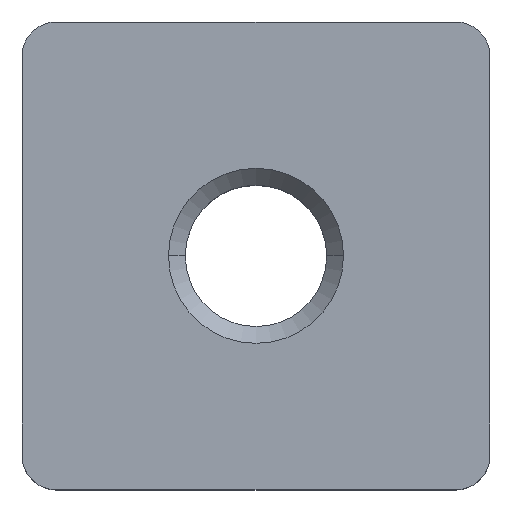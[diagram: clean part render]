
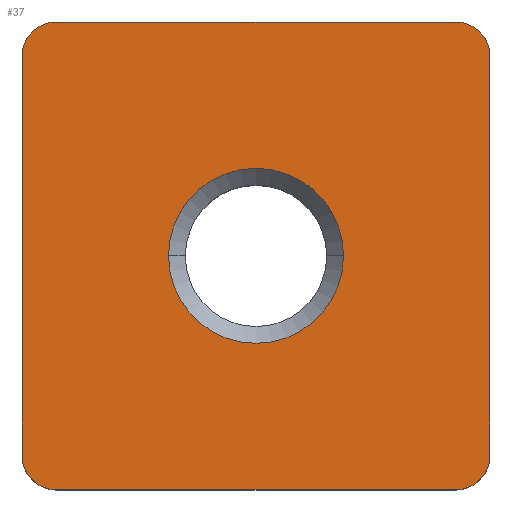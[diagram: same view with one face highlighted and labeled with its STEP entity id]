
A CAD part, top view. The second image highlights one B-rep face of the part: STEP entity #37.
In plain terms, the highlighted planar face has unit normal (0, 0, 1).
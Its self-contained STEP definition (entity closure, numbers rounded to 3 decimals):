
#6 = CIRCLE ( 'NONE', #317, 1. ) ;
#8 = ORIENTED_EDGE ( 'NONE', *, *, #512, .T. ) ;
#18 = ORIENTED_EDGE ( 'NONE', *, *, #511, .T. ) ;
#20 = PLANE ( 'NONE',  #234 ) ;
#22 = CIRCLE ( 'NONE', #357, 1. ) ;
#25 = CARTESIAN_POINT ( 'NONE',  ( -6.95, -6.95, 5.5 ) ) ;
#28 = VECTOR ( 'NONE', #533, 1000. ) ;
#34 = CARTESIAN_POINT ( 'NONE',  ( -5.95, 6.95, 5.5 ) ) ;
#37 = ADVANCED_FACE ( 'NONE', ( #327, #276 ), #20, .F. ) ;
#47 = EDGE_CURVE ( 'NONE', #79, #522, #489, .T. ) ;
#53 = DIRECTION ( 'NONE',  ( 1., 0., 0. ) ) ;
#55 = AXIS2_PLACEMENT_3D ( 'NONE', #205, #413, #499 ) ;
#62 = CARTESIAN_POINT ( 'NONE',  ( 6.95, -6.95, 5.5 ) ) ;
#76 = CIRCLE ( 'NONE', #285, 1. ) ;
#79 = VERTEX_POINT ( 'NONE', #316 ) ;
#84 = VERTEX_POINT ( 'NONE', #248 ) ;
#96 = CARTESIAN_POINT ( 'NONE',  ( -6.95, 5.95, 5.5 ) ) ;
#109 = CARTESIAN_POINT ( 'NONE',  ( -6.95, -6.95, 5.5 ) ) ;
#110 = DIRECTION ( 'NONE',  ( 0., 1., 0. ) ) ;
#122 = VECTOR ( 'NONE', #151, 1000. ) ;
#127 = VERTEX_POINT ( 'NONE', #204 ) ;
#130 = CARTESIAN_POINT ( 'NONE',  ( -2.6, 0., 5.5 ) ) ;
#136 = AXIS2_PLACEMENT_3D ( 'NONE', #392, #169, #344 ) ;
#146 = AXIS2_PLACEMENT_3D ( 'NONE', #338, #491, #278 ) ;
#151 = DIRECTION ( 'NONE',  ( -1., 0., 0. ) ) ;
#160 = DIRECTION ( 'NONE',  ( 0., 0., 1. ) ) ;
#163 = DIRECTION ( 'NONE',  ( 0., 0., 1. ) ) ;
#165 = EDGE_CURVE ( 'NONE', #288, #177, #207, .T. ) ;
#169 = DIRECTION ( 'NONE',  ( 0., 0., 1. ) ) ;
#177 = VERTEX_POINT ( 'NONE', #246 ) ;
#189 = CARTESIAN_POINT ( 'NONE',  ( -6.95, 6.95, 5.5 ) ) ;
#196 = DIRECTION ( 'NONE',  ( -1., 0., 0. ) ) ;
#204 = CARTESIAN_POINT ( 'NONE',  ( 5.95, 6.95, 5.5 ) ) ;
#205 = CARTESIAN_POINT ( 'NONE',  ( 0., 0., 5.5 ) ) ;
#207 = LINE ( 'NONE', #109, #28 ) ;
#208 = DIRECTION ( 'NONE',  ( 0., 0., 1. ) ) ;
#212 = CIRCLE ( 'NONE', #55, 2.6 ) ;
#213 = ORIENTED_EDGE ( 'NONE', *, *, #47, .T. ) ;
#228 = ORIENTED_EDGE ( 'NONE', *, *, #529, .T. ) ;
#231 = ORIENTED_EDGE ( 'NONE', *, *, #165, .T. ) ;
#234 = AXIS2_PLACEMENT_3D ( 'NONE', #371, #531, #235 ) ;
#235 = DIRECTION ( 'NONE',  ( -1., 0., 0. ) ) ;
#244 = LINE ( 'NONE', #62, #294 ) ;
#246 = CARTESIAN_POINT ( 'NONE',  ( -6.95, -5.95, 5.5 ) ) ;
#248 = CARTESIAN_POINT ( 'NONE',  ( 6.95, -5.95, 5.5 ) ) ;
#251 = CARTESIAN_POINT ( 'NONE',  ( -5.95, -5.95, 5.5 ) ) ;
#276 = FACE_OUTER_BOUND ( 'NONE', #475, .T. ) ;
#278 = DIRECTION ( 'NONE',  ( -1., 0., 0. ) ) ;
#279 = VERTEX_POINT ( 'NONE', #440 ) ;
#284 = ORIENTED_EDGE ( 'NONE', *, *, #383, .T. ) ;
#285 = AXIS2_PLACEMENT_3D ( 'NONE', #326, #160, #196 ) ;
#288 = VERTEX_POINT ( 'NONE', #96 ) ;
#294 = VECTOR ( 'NONE', #110, 1000. ) ;
#302 = CARTESIAN_POINT ( 'NONE',  ( 6.95, 5.95, 5.5 ) ) ;
#305 = ORIENTED_EDGE ( 'NONE', *, *, #322, .F. ) ;
#308 = VERTEX_POINT ( 'NONE', #302 ) ;
#314 = ORIENTED_EDGE ( 'NONE', *, *, #433, .F. ) ;
#316 = CARTESIAN_POINT ( 'NONE',  ( -5.95, -6.95, 5.5 ) ) ;
#317 = AXIS2_PLACEMENT_3D ( 'NONE', #544, #208, #451 ) ;
#322 = EDGE_CURVE ( 'NONE', #279, #374, #430, .T. ) ;
#323 = VECTOR ( 'NONE', #53, 1000. ) ;
#326 = CARTESIAN_POINT ( 'NONE',  ( 5.95, -5.95, 5.5 ) ) ;
#327 = FACE_BOUND ( 'NONE', #513, .T. ) ;
#331 = CIRCLE ( 'NONE', #146, 1. ) ;
#338 = CARTESIAN_POINT ( 'NONE',  ( -5.95, 5.95, 5.5 ) ) ;
#344 = DIRECTION ( 'NONE',  ( 1., 0., 0. ) ) ;
#357 = AXIS2_PLACEMENT_3D ( 'NONE', #251, #163, #454 ) ;
#368 = CARTESIAN_POINT ( 'NONE',  ( 5.95, -6.95, 5.5 ) ) ;
#371 = CARTESIAN_POINT ( 'NONE',  ( 0., 0., 5.5 ) ) ;
#374 = VERTEX_POINT ( 'NONE', #130 ) ;
#383 = EDGE_CURVE ( 'NONE', #127, #456, #446, .T. ) ;
#392 = CARTESIAN_POINT ( 'NONE',  ( 0., 0., 5.5 ) ) ;
#403 = ORIENTED_EDGE ( 'NONE', *, *, #429, .T. ) ;
#413 = DIRECTION ( 'NONE',  ( 0., 0., 1. ) ) ;
#429 = EDGE_CURVE ( 'NONE', #456, #288, #331, .T. ) ;
#430 = CIRCLE ( 'NONE', #136, 2.6 ) ;
#433 = EDGE_CURVE ( 'NONE', #374, #279, #212, .T. ) ;
#436 = ORIENTED_EDGE ( 'NONE', *, *, #474, .T. ) ;
#440 = CARTESIAN_POINT ( 'NONE',  ( 2.6, 0., 5.5 ) ) ;
#446 = LINE ( 'NONE', #189, #122 ) ;
#451 = DIRECTION ( 'NONE',  ( -1., 0., 0. ) ) ;
#454 = DIRECTION ( 'NONE',  ( -1., 0., 0. ) ) ;
#456 = VERTEX_POINT ( 'NONE', #34 ) ;
#474 = EDGE_CURVE ( 'NONE', #308, #127, #6, .T. ) ;
#475 = EDGE_LOOP ( 'NONE', ( #8, #436, #284, #403, #231, #228, #213, #18 ) ) ;
#489 = LINE ( 'NONE', #25, #323 ) ;
#491 = DIRECTION ( 'NONE',  ( 0., 0., 1. ) ) ;
#499 = DIRECTION ( 'NONE',  ( 1., 0., 0. ) ) ;
#511 = EDGE_CURVE ( 'NONE', #522, #84, #76, .T. ) ;
#512 = EDGE_CURVE ( 'NONE', #84, #308, #244, .T. ) ;
#513 = EDGE_LOOP ( 'NONE', ( #305, #314 ) ) ;
#522 = VERTEX_POINT ( 'NONE', #368 ) ;
#529 = EDGE_CURVE ( 'NONE', #177, #79, #22, .T. ) ;
#531 = DIRECTION ( 'NONE',  ( 0., 0., -1. ) ) ;
#533 = DIRECTION ( 'NONE',  ( 0., -1., 0. ) ) ;
#544 = CARTESIAN_POINT ( 'NONE',  ( 5.95, 5.95, 5.5 ) ) ;
